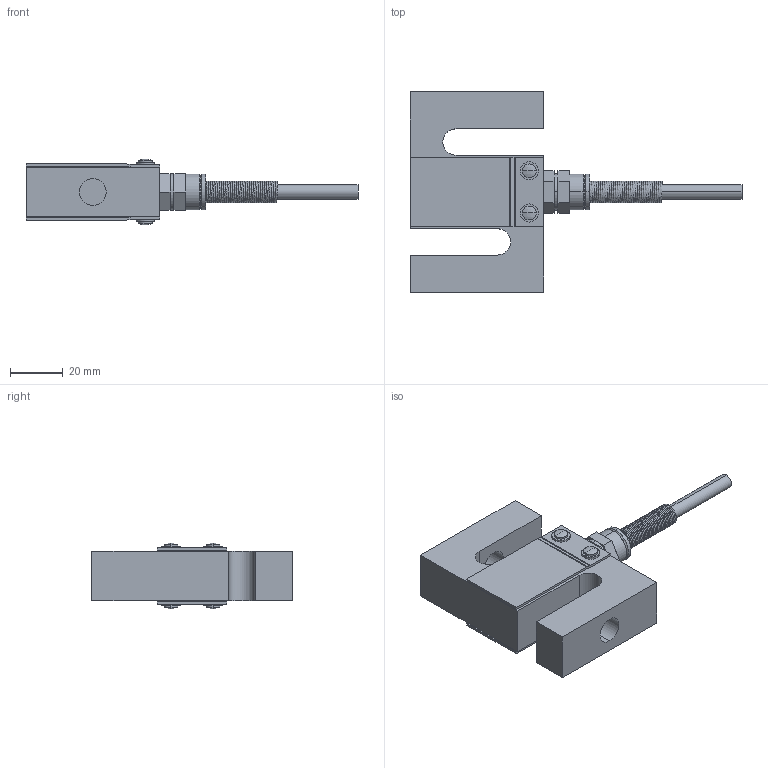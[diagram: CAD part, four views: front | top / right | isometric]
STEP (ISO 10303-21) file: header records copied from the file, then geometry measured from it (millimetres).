
FILE_DESCRIPTION (( 'STEP AP203' ), '1' );
FILE_NAME ('S-beam_force_transducer_FS6B.STEP', '2021-03-13T13:56:42', ( '' ), ( '' ), 'SwSTEP 2.0', 'SolidWorks 2015', '' );
FILE_SCHEMA (( 'CONFIG_CONTROL_DESIGN' ));
Length unit declared in the file: millimetre
Products named in the file (1): S-beam_force_transducer_FS6B
Bounding box: 126.3 x 76.2 x 25 mm (x, y, z)
Volume: 64194.8 mm3; surface area: 24997.8 mm2
Topology: 13 solids, 13 shells, 128 faces, 279 edges, 181 vertices
Faces by surface type: plane 66, cylinder 46, sphere 8, torus 4, bspline 2, cone 2
Entity records: 11584 total; most frequent: CARTESIAN_POINT 8663, DIRECTION 617, ORIENTED_EDGE 558, EDGE_CURVE 279, AXIS2_PLACEMENT_3D 227, VERTEX_POINT 181, LINE 163, VECTOR 163
